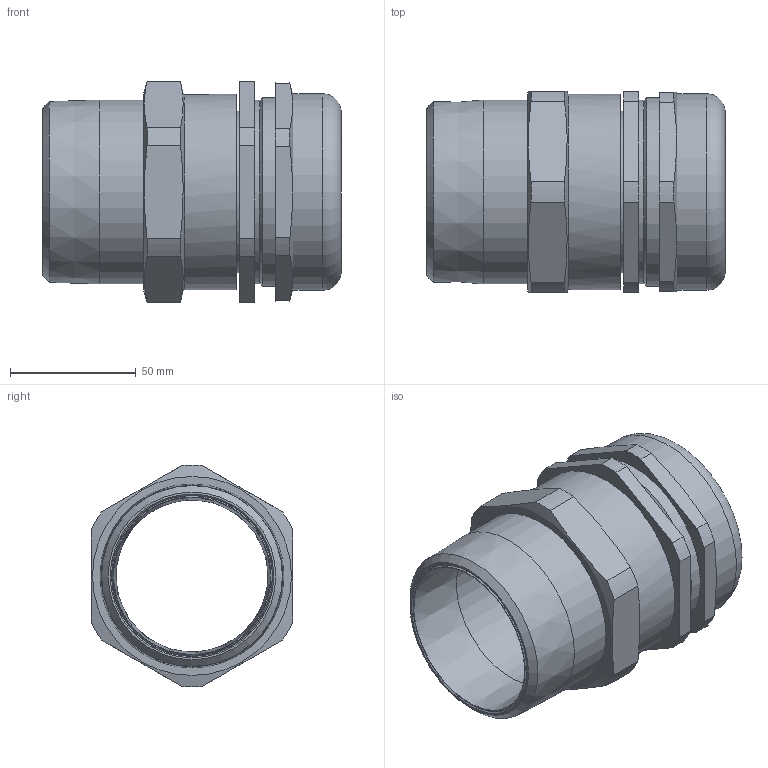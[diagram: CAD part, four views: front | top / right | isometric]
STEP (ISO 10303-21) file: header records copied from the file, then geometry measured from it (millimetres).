
FILE_DESCRIPTION (( 'STEP AP203' ), '1' );
FILE_NAME ('75SPXSS2K1RA037.STEP', '2020-02-04T13:07:20', ( '' ), ( '' ), 'SwSTEP 2.0', 'SolidWorks 2017', '' );
FILE_SCHEMA (( 'CONFIG_CONTROL_DESIGN' ));
Length unit declared in the file: millimetre
Products named in the file (1): 75SPXSS2K1RA037
Bounding box: 118.55 x 80 x 87.98 mm (x, y, z)
Surface area: 78350.3 mm2 (no closed solid volume)
Topology: 0 solids, 14 shells, 88 faces, 383 edges, 311 vertices
Faces by surface type: plane 36, cylinder 32, cone 13, bspline 6, torus 1
Full cylindrical faces by diameter (mm): 60.3 x2, 62 x1, 62.1 x1, 62.4 x1, 62.5 x1, 63.95 x1, 64.3 x1, 72.8 x1, 73.04 x1, 73.2 x1, 75 x1, 77.54 x1, 78.1 x1
Entity records: 5677 total; most frequent: CARTESIAN_POINT 2851, ORIENTED_EDGE 492, DIRECTION 470, EDGE_CURVE 348, VERTEX_POINT 304, AXIS2_PLACEMENT_3D 164, EDGE_LOOP 144, LINE 142
